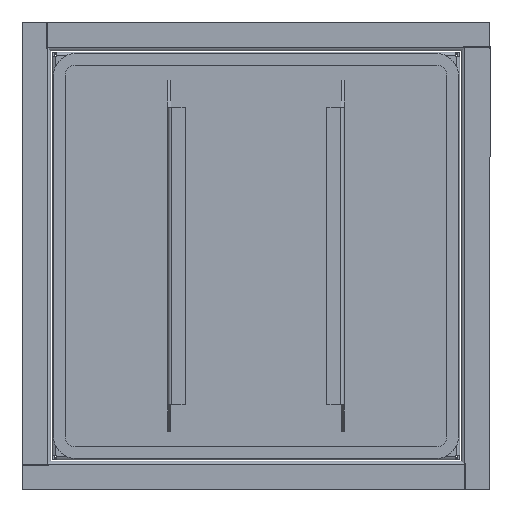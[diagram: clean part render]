
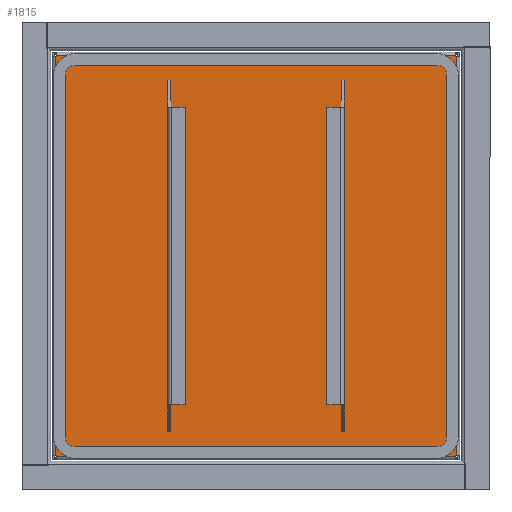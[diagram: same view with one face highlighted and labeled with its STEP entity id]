
A CAD part, front view. The second image highlights one B-rep face of the part: STEP entity #1815.
In plain terms, the highlighted face is planar.
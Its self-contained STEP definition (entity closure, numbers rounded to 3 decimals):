
#126 = DIRECTION ( 'NONE',  ( 0., -1., 0. ) ) ;
#149 = EDGE_CURVE ( 'NONE', #3640, #3405, #1472, .T. ) ;
#150 = ORIENTED_EDGE ( 'NONE', *, *, #2417, .T. ) ;
#159 = VERTEX_POINT ( 'NONE', #1734 ) ;
#199 = VERTEX_POINT ( 'NONE', #3445 ) ;
#201 = EDGE_LOOP ( 'NONE', ( #3527, #1120, #2036, #2250, #1464, #218, #1887, #1682, #150, #672, #2382, #648 ) ) ;
#218 = ORIENTED_EDGE ( 'NONE', *, *, #3518, .T. ) ;
#269 = CARTESIAN_POINT ( 'NONE',  ( -138.1, -141.1, 24. ) ) ;
#285 = VERTEX_POINT ( 'NONE', #3109 ) ;
#321 = VERTEX_POINT ( 'NONE', #2585 ) ;
#372 = VECTOR ( 'NONE', #2901, 1000. ) ;
#389 = EDGE_CURVE ( 'NONE', #3405, #199, #3417, .T. ) ;
#470 = VERTEX_POINT ( 'NONE', #1881 ) ;
#481 = VECTOR ( 'NONE', #2369, 1000. ) ;
#503 = VERTEX_POINT ( 'NONE', #3437 ) ;
#561 = VECTOR ( 'NONE', #1865, 1000. ) ;
#566 = EDGE_CURVE ( 'NONE', #321, #3640, #2527, .T. ) ;
#648 = ORIENTED_EDGE ( 'NONE', *, *, #3584, .T. ) ;
#666 = EDGE_CURVE ( 'NONE', #1109, #503, #1580, .T. ) ;
#672 = ORIENTED_EDGE ( 'NONE', *, *, #1457, .T. ) ;
#718 = DIRECTION ( 'NONE',  ( 1., 0., 0. ) ) ;
#746 = CARTESIAN_POINT ( 'NONE',  ( -141.1, -138.1, 24. ) ) ;
#747 = EDGE_CURVE ( 'NONE', #285, #1178, #2836, .T. ) ;
#1109 = VERTEX_POINT ( 'NONE', #3438 ) ;
#1120 = ORIENTED_EDGE ( 'NONE', *, *, #566, .T. ) ;
#1174 = CARTESIAN_POINT ( 'NONE',  ( -138.1, -141.1, 24. ) ) ;
#1178 = VERTEX_POINT ( 'NONE', #2985 ) ;
#1226 = VECTOR ( 'NONE', #2993, 1000. ) ;
#1252 = VECTOR ( 'NONE', #718, 1000. ) ;
#1296 = AXIS2_PLACEMENT_3D ( 'NONE', #2732, #2669, #2625 ) ;
#1337 = VECTOR ( 'NONE', #1587, 1000. ) ;
#1445 = CARTESIAN_POINT ( 'NONE',  ( -138.5, -138.1, 24. ) ) ;
#1457 = EDGE_CURVE ( 'NONE', #470, #1109, #2011, .T. ) ;
#1464 = ORIENTED_EDGE ( 'NONE', *, *, #1813, .T. ) ;
#1467 = LINE ( 'NONE', #3511, #2082 ) ;
#1472 = LINE ( 'NONE', #746, #2360 ) ;
#1523 = VECTOR ( 'NONE', #126, 1000. ) ;
#1543 = EDGE_CURVE ( 'NONE', #1178, #2521, #2560, .T. ) ;
#1580 = LINE ( 'NONE', #1763, #3275 ) ;
#1587 = DIRECTION ( 'NONE',  ( 0., -1., 0. ) ) ;
#1682 = ORIENTED_EDGE ( 'NONE', *, *, #1543, .T. ) ;
#1723 = VECTOR ( 'NONE', #2024, 1000. ) ;
#1734 = CARTESIAN_POINT ( 'NONE',  ( 138.1, -138.5, 24. ) ) ;
#1763 = CARTESIAN_POINT ( 'NONE',  ( -138.1, 138.5, 24. ) ) ;
#1813 = EDGE_CURVE ( 'NONE', #199, #159, #2822, .T. ) ;
#1815 = ADVANCED_FACE ( 'NONE', ( #3561 ), #2754, .T. ) ;
#1816 = DIRECTION ( 'NONE',  ( 0., 1., 0. ) ) ;
#1865 = DIRECTION ( 'NONE',  ( 0., 1., 0. ) ) ;
#1881 = CARTESIAN_POINT ( 'NONE',  ( 138.1, 138.1, 24. ) ) ;
#1887 = ORIENTED_EDGE ( 'NONE', *, *, #747, .T. ) ;
#1892 = CARTESIAN_POINT ( 'NONE',  ( 138.1, -141.1, 24. ) ) ;
#2011 = LINE ( 'NONE', #3621, #1723 ) ;
#2024 = DIRECTION ( 'NONE',  ( 0., 1., 0. ) ) ;
#2036 = ORIENTED_EDGE ( 'NONE', *, *, #149, .T. ) ;
#2082 = VECTOR ( 'NONE', #3172, 1000. ) ;
#2188 = DIRECTION ( 'NONE',  ( -1., 0., 0. ) ) ;
#2192 = LINE ( 'NONE', #1174, #1337 ) ;
#2245 = DIRECTION ( 'NONE',  ( 1., 0., 0. ) ) ;
#2250 = ORIENTED_EDGE ( 'NONE', *, *, #389, .T. ) ;
#2360 = VECTOR ( 'NONE', #2245, 1000. ) ;
#2369 = DIRECTION ( 'NONE',  ( 0., -1., 0. ) ) ;
#2382 = ORIENTED_EDGE ( 'NONE', *, *, #666, .T. ) ;
#2417 = EDGE_CURVE ( 'NONE', #2521, #470, #1467, .T. ) ;
#2423 = CARTESIAN_POINT ( 'NONE',  ( 138.5, 138.1, 24. ) ) ;
#2521 = VERTEX_POINT ( 'NONE', #2423 ) ;
#2527 = LINE ( 'NONE', #1445, #1523 ) ;
#2560 = LINE ( 'NONE', #3567, #2952 ) ;
#2585 = CARTESIAN_POINT ( 'NONE',  ( -138.5, 138.1, 24. ) ) ;
#2625 = DIRECTION ( 'NONE',  ( 1., 0., 0. ) ) ;
#2669 = DIRECTION ( 'NONE',  ( 0., 0., 1. ) ) ;
#2683 = CARTESIAN_POINT ( 'NONE',  ( -138.1, 138.1, 24. ) ) ;
#2732 = CARTESIAN_POINT ( 'NONE',  ( -141.1, -141.1, 24. ) ) ;
#2754 = PLANE ( 'NONE',  #1296 ) ;
#2822 = LINE ( 'NONE', #2962, #372 ) ;
#2836 = LINE ( 'NONE', #3096, #1252 ) ;
#2855 = CARTESIAN_POINT ( 'NONE',  ( -138.1, -138.1, 24. ) ) ;
#2901 = DIRECTION ( 'NONE',  ( 1., 0., 0. ) ) ;
#2951 = VERTEX_POINT ( 'NONE', #2683 ) ;
#2952 = VECTOR ( 'NONE', #1816, 1000. ) ;
#2962 = CARTESIAN_POINT ( 'NONE',  ( 138.1, -138.5, 24. ) ) ;
#2985 = CARTESIAN_POINT ( 'NONE',  ( 138.5, -138.1, 24. ) ) ;
#2993 = DIRECTION ( 'NONE',  ( -1., 0., 0. ) ) ;
#3009 = CARTESIAN_POINT ( 'NONE',  ( -141.1, 138.1, 24. ) ) ;
#3096 = CARTESIAN_POINT ( 'NONE',  ( -141.1, -138.1, 24. ) ) ;
#3109 = CARTESIAN_POINT ( 'NONE',  ( 138.1, -138.1, 24. ) ) ;
#3172 = DIRECTION ( 'NONE',  ( -1., 0., 0. ) ) ;
#3199 = LINE ( 'NONE', #1892, #561 ) ;
#3275 = VECTOR ( 'NONE', #2188, 1000. ) ;
#3346 = EDGE_CURVE ( 'NONE', #2951, #321, #3459, .T. ) ;
#3405 = VERTEX_POINT ( 'NONE', #2855 ) ;
#3417 = LINE ( 'NONE', #269, #481 ) ;
#3437 = CARTESIAN_POINT ( 'NONE',  ( -138.1, 138.5, 24. ) ) ;
#3438 = CARTESIAN_POINT ( 'NONE',  ( 138.1, 138.5, 24. ) ) ;
#3445 = CARTESIAN_POINT ( 'NONE',  ( -138.1, -138.5, 24. ) ) ;
#3459 = LINE ( 'NONE', #3009, #1226 ) ;
#3511 = CARTESIAN_POINT ( 'NONE',  ( -141.1, 138.1, 24. ) ) ;
#3518 = EDGE_CURVE ( 'NONE', #159, #285, #3199, .T. ) ;
#3527 = ORIENTED_EDGE ( 'NONE', *, *, #3346, .T. ) ;
#3561 = FACE_OUTER_BOUND ( 'NONE', #201, .T. ) ;
#3567 = CARTESIAN_POINT ( 'NONE',  ( 138.5, 138.1, 24. ) ) ;
#3584 = EDGE_CURVE ( 'NONE', #503, #2951, #2192, .T. ) ;
#3600 = CARTESIAN_POINT ( 'NONE',  ( -138.5, -138.1, 24. ) ) ;
#3621 = CARTESIAN_POINT ( 'NONE',  ( 138.1, -141.1, 24. ) ) ;
#3640 = VERTEX_POINT ( 'NONE', #3600 ) ;
